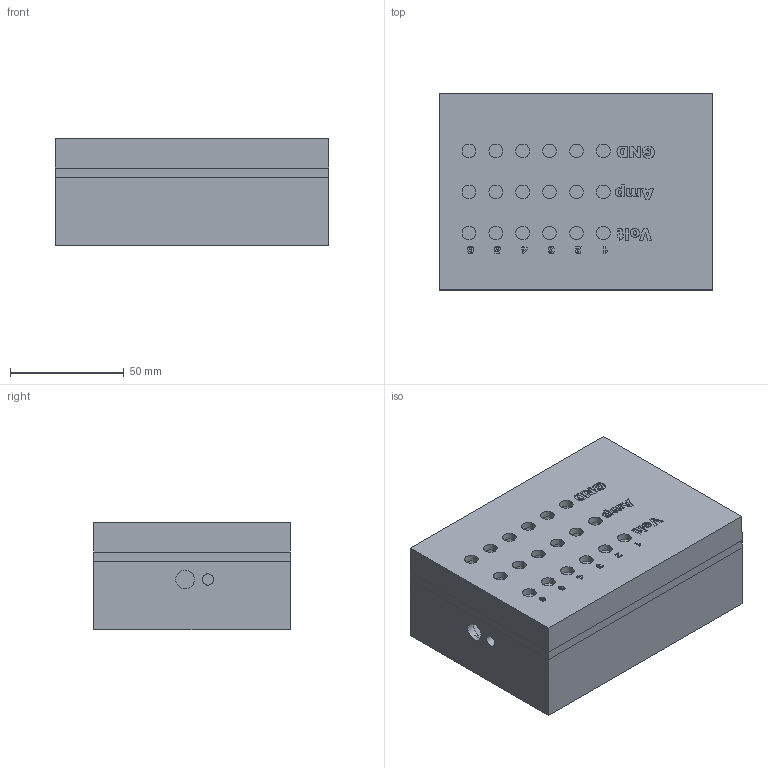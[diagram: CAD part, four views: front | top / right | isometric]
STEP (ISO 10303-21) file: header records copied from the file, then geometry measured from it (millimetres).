
FILE_DESCRIPTION(/* description */ (''),/* implementation_level */ '2;1');
FILE_NAME(/* name */ 'ESP-Messbox v10.step',/* time_stamp */ '2024-05-29T06:40:28+02:00',/* author */ (''),/* organization */ (''),/* preprocessor_version */ 'ST-DEVELOPER v20',/* originating_system */ 'Autodesk Translation Framework v13.14.0.145',/* authorisation */ '');
FILE_SCHEMA (('AUTOMOTIVE_DESIGN { 1 0 10303 214 3 1 1 }'));
Length unit declared in the file: millimetre
Products named in the file (4): ESP-Messbox; BoxUnten; BoxOben; Einleger
Assembly tree (3 placements, depth 2):
  ESP-Messbox
    BoxUnten
    BoxOben
    Einleger
Bounding box: 120 x 86 x 47 mm (x, y, z)
Volume: 107506.7 mm3; surface area: 91348.5 mm2
Topology: 3 solids, 3 shells, 408 faces, 1091 edges, 726 vertices
Faces by surface type: plane 187, bspline 185, cylinder 32, torus 4
Full cylindrical faces by diameter (mm): 2.5 x4, 5 x1, 6 x22, 8 x4, 8.2 x1
Entity records: 14582 total; most frequent: CARTESIAN_POINT 5377, ORIENTED_EDGE 2182, DIRECTION 1255, EDGE_CURVE 1091, VERTEX_POINT 726, LINE 647, VECTOR 647, EDGE_LOOP 487
